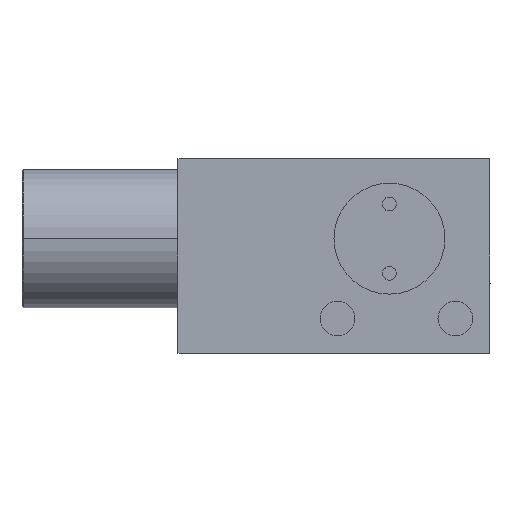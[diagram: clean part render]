
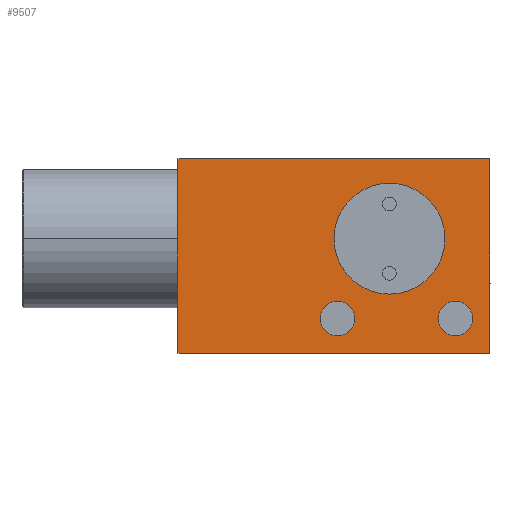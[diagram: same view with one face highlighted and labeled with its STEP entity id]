
A CAD part, left-side view. The second image highlights one B-rep face of the part: STEP entity #9507.
In plain terms, the highlighted planar face has unit normal (-1, 0, 0).
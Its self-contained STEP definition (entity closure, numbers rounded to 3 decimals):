
#1359 = AXIS2_PLACEMENT_3D ( 'NONE', #2629, #2630, #2631 ) ;
#1360 = AXIS2_PLACEMENT_3D ( 'NONE', #2633, #2634, #2635 ) ;
#1372 = AXIS2_PLACEMENT_3D ( 'NONE', #3061, #3062, #3063 ) ;
#2609 = DIRECTION ( 'NONE',  ( 0., 0., -1. ) ) ;
#2612 = CARTESIAN_POINT ( 'NONE',  ( -37.5, 22.5, 28. ) ) ;
#2613 = DIRECTION ( 'NONE',  ( 0., -1., 0. ) ) ;
#2615 = CARTESIAN_POINT ( 'NONE',  ( -37.5, 22.5, 28. ) ) ;
#2629 = CARTESIAN_POINT ( 'NONE',  ( -37.5, -8., 16.5 ) ) ;
#2630 = DIRECTION ( 'NONE',  ( 1., 0., 0. ) ) ;
#2631 = DIRECTION ( 'NONE',  ( 0., 0., -1. ) ) ;
#2633 = CARTESIAN_POINT ( 'NONE',  ( -37.5, -0.5, 5. ) ) ;
#2634 = DIRECTION ( 'NONE',  ( 1., 0., 0. ) ) ;
#2635 = DIRECTION ( 'NONE',  ( 0., 0., -1. ) ) ;
#3049 = CARTESIAN_POINT ( 'NONE',  ( -37.5, 22.5, 0. ) ) ;
#3050 = DIRECTION ( 'NONE',  ( 0., -1., 0. ) ) ;
#3061 = CARTESIAN_POINT ( 'NONE',  ( -37.5, -17.5, 5. ) ) ;
#3062 = DIRECTION ( 'NONE',  ( 1., 0., 0. ) ) ;
#3063 = DIRECTION ( 'NONE',  ( 0., 0., -1. ) ) ;
#3331 = CIRCLE ( 'NONE', #1372, 2.5 ) ;
#3749 = CARTESIAN_POINT ( 'NONE',  ( -37.5, -8., 16.5 ) ) ;
#3750 = DIRECTION ( 'NONE',  ( 1., 0., 0. ) ) ;
#3751 = DIRECTION ( 'NONE',  ( 0., 0., -1. ) ) ;
#4244 = EDGE_CURVE ( 'NONE', #8669, #8658, #4809, .T. ) ;
#4259 = EDGE_CURVE ( 'NONE', #8615, #8619, #4831, .T. ) ;
#4300 = EDGE_CURVE ( 'NONE', #8656, #8620, #4884, .T. ) ;
#4809 = CIRCLE ( 'NONE', #10249, 2.5 ) ;
#4831 = CIRCLE ( 'NONE', #10257, 8. ) ;
#4884 = CIRCLE ( 'NONE', #10271, 2.5 ) ;
#5488 = CARTESIAN_POINT ( 'NONE',  ( -37.5, -17.5, 5. ) ) ;
#5489 = DIRECTION ( 'NONE',  ( 1., 0., 0. ) ) ;
#5490 = DIRECTION ( 'NONE',  ( 0., 0., -1. ) ) ;
#6206 = ORIENTED_EDGE ( 'NONE', *, *, #4300, .T. ) ;
#6207 = ORIENTED_EDGE ( 'NONE', *, *, #10204, .T. ) ;
#6208 = ORIENTED_EDGE ( 'NONE', *, *, #10201, .T. ) ;
#6209 = ORIENTED_EDGE ( 'NONE', *, *, #9248, .F. ) ;
#6210 = ORIENTED_EDGE ( 'NONE', *, *, #10135, .F. ) ;
#6211 = ORIENTED_EDGE ( 'NONE', *, *, #10138, .T. ) ;
#6212 = ORIENTED_EDGE ( 'NONE', *, *, #4259, .T. ) ;
#6213 = ORIENTED_EDGE ( 'NONE', *, *, #10141, .T. ) ;
#6214 = ORIENTED_EDGE ( 'NONE', *, *, #4244, .T. ) ;
#6215 = ORIENTED_EDGE ( 'NONE', *, *, #10144, .T. ) ;
#6842 = VERTEX_POINT ( 'NONE', #8768 ) ;
#7148 = LINE ( 'NONE', #13059, #7150 ) ;
#7150 = VECTOR ( 'NONE', #13061, 1000. ) ;
#7218 = FACE_BOUND ( 'NONE', #8471, .T. ) ;
#7222 = FACE_BOUND ( 'NONE', #8465, .T. ) ;
#7227 = FACE_BOUND ( 'NONE', #8470, .T. ) ;
#7228 = FACE_OUTER_BOUND ( 'NONE', #8466, .T. ) ;
#7674 = LINE ( 'NONE', #2612, #7677 ) ;
#7677 = VECTOR ( 'NONE', #2613, 1000. ) ;
#7680 = LINE ( 'NONE', #2615, #7682 ) ;
#7682 = VECTOR ( 'NONE', #2609, 1000. ) ;
#7684 = CIRCLE ( 'NONE', #1359, 8. ) ;
#7688 = CIRCLE ( 'NONE', #1360, 2.5 ) ;
#7746 = LINE ( 'NONE', #3049, #12484 ) ;
#8465 = EDGE_LOOP ( 'NONE', ( #6206, #6207 ) ) ;
#8466 = EDGE_LOOP ( 'NONE', ( #6208, #6209, #6210, #6211 ) ) ;
#8470 = EDGE_LOOP ( 'NONE', ( #6214, #6215 ) ) ;
#8471 = EDGE_LOOP ( 'NONE', ( #6212, #6213 ) ) ;
#8553 = VERTEX_POINT ( 'NONE', #11215 ) ;
#8586 = VERTEX_POINT ( 'NONE', #11248 ) ;
#8609 = VERTEX_POINT ( 'NONE', #11271 ) ;
#8615 = VERTEX_POINT ( 'NONE', #11277 ) ;
#8619 = VERTEX_POINT ( 'NONE', #11281 ) ;
#8620 = VERTEX_POINT ( 'NONE', #11282 ) ;
#8656 = VERTEX_POINT ( 'NONE', #11317 ) ;
#8658 = VERTEX_POINT ( 'NONE', #11319 ) ;
#8669 = VERTEX_POINT ( 'NONE', #11330 ) ;
#8768 = CARTESIAN_POINT ( 'NONE',  ( -37.5, -22.5, 28. ) ) ;
#9248 = EDGE_CURVE ( 'NONE', #6842, #8553, #7148, .T. ) ;
#9507 = ADVANCED_FACE ( 'NONE', ( #7222, #7228, #7218, #7227 ), #13226, .F. ) ;
#10135 = EDGE_CURVE ( 'NONE', #8586, #6842, #7674, .T. ) ;
#10138 = EDGE_CURVE ( 'NONE', #8586, #8609, #7680, .T. ) ;
#10141 = EDGE_CURVE ( 'NONE', #8619, #8615, #7684, .T. ) ;
#10144 = EDGE_CURVE ( 'NONE', #8658, #8669, #7688, .T. ) ;
#10201 = EDGE_CURVE ( 'NONE', #8609, #8553, #7746, .T. ) ;
#10204 = EDGE_CURVE ( 'NONE', #8620, #8656, #3331, .T. ) ;
#10249 = AXIS2_PLACEMENT_3D ( 'NONE', #11640, #11641, #11642 ) ;
#10257 = AXIS2_PLACEMENT_3D ( 'NONE', #3749, #3750, #3751 ) ;
#10271 = AXIS2_PLACEMENT_3D ( 'NONE', #5488, #5489, #5490 ) ;
#10342 = AXIS2_PLACEMENT_3D ( 'NONE', #13225, #13220, #13227 ) ;
#11215 = CARTESIAN_POINT ( 'NONE',  ( -37.5, -22.5, 0. ) ) ;
#11248 = CARTESIAN_POINT ( 'NONE',  ( -37.5, 22.5, 28. ) ) ;
#11271 = CARTESIAN_POINT ( 'NONE',  ( -37.5, 22.5, 0. ) ) ;
#11277 = CARTESIAN_POINT ( 'NONE',  ( -37.5, -8., 24.5 ) ) ;
#11281 = CARTESIAN_POINT ( 'NONE',  ( -37.5, -8., 8.5 ) ) ;
#11282 = CARTESIAN_POINT ( 'NONE',  ( -37.5, -17.5, 2.5 ) ) ;
#11317 = CARTESIAN_POINT ( 'NONE',  ( -37.5, -17.5, 7.5 ) ) ;
#11319 = CARTESIAN_POINT ( 'NONE',  ( -37.5, -0.5, 2.5 ) ) ;
#11330 = CARTESIAN_POINT ( 'NONE',  ( -37.5, -0.5, 7.5 ) ) ;
#11640 = CARTESIAN_POINT ( 'NONE',  ( -37.5, -0.5, 5. ) ) ;
#11641 = DIRECTION ( 'NONE',  ( 1., 0., 0. ) ) ;
#11642 = DIRECTION ( 'NONE',  ( 0., 0., -1. ) ) ;
#12484 = VECTOR ( 'NONE', #3050, 1000. ) ;
#13059 = CARTESIAN_POINT ( 'NONE',  ( -37.5, -22.5, 28. ) ) ;
#13061 = DIRECTION ( 'NONE',  ( 0., 0., -1. ) ) ;
#13220 = DIRECTION ( 'NONE',  ( 1., 0., 0. ) ) ;
#13225 = CARTESIAN_POINT ( 'NONE',  ( -37.5, 22.5, 28. ) ) ;
#13226 = PLANE ( 'NONE',  #10342 ) ;
#13227 = DIRECTION ( 'NONE',  ( 0., 1., 0. ) ) ;
